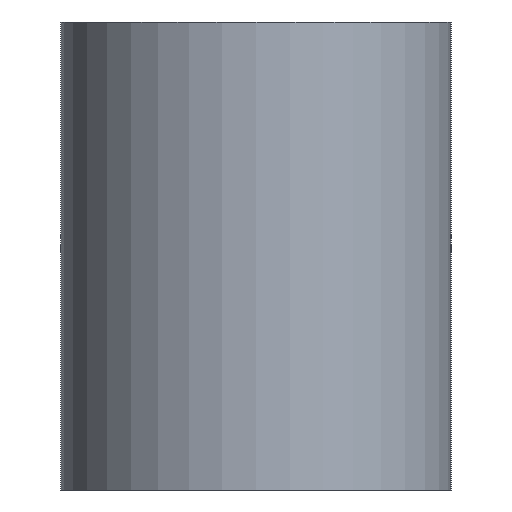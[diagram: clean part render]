
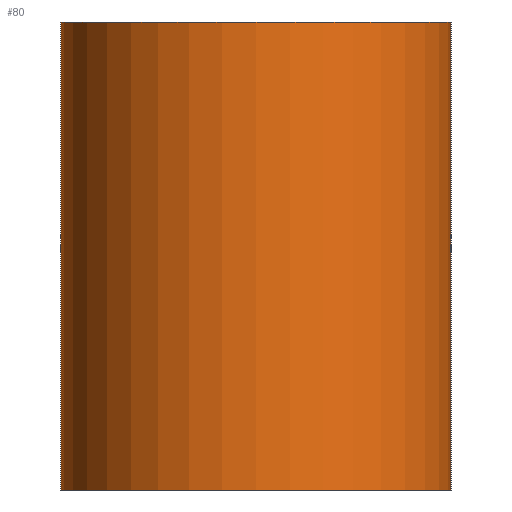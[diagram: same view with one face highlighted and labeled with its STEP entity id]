
A CAD part, left-side view. The second image highlights one B-rep face of the part: STEP entity #80.
In plain terms, the highlighted cylindrical face has radius 2.5 mm (diameter 5 mm), a partial arc.
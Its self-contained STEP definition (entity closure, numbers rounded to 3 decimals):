
#80=ADVANCED_FACE('',(#128),#130,.T.);
#128=FACE_BOUND('',#129,.T.);
#129=EDGE_LOOP('',(#161,#162,#163,#164));
#130=CYLINDRICAL_SURFACE('',#131,2.5);
#131=AXIS2_PLACEMENT_3D('',#132,#133,#134);
#132=CARTESIAN_POINT('',(-45.,2.5,0.));
#133=DIRECTION('',(0.,0.,1.));
#134=DIRECTION('',(0.,1.,0.));
#161=ORIENTED_EDGE('',*,*,#183,.T.);
#162=ORIENTED_EDGE('',*,*,#176,.T.);
#163=ORIENTED_EDGE('',*,*,#184,.F.);
#164=ORIENTED_EDGE('',*,*,#181,.F.);
#176=EDGE_CURVE('',#185,#190,#192,.T.);
#181=EDGE_CURVE('',#198,#200,#201,.T.);
#183=EDGE_CURVE('',#198,#185,#203,.T.);
#184=EDGE_CURVE('',#200,#190,#204,.T.);
#185=VERTEX_POINT('',#205);
#190=VERTEX_POINT('',#214);
#192=LINE('',#218,#219);
#198=VERTEX_POINT('',#232);
#200=VERTEX_POINT('',#236);
#201=LINE('',#237,#238);
#203=CIRCLE('',#243,2.5);
#204=CIRCLE('',#247,2.5);
#205=CARTESIAN_POINT('',(-45.,0.,0.));
#214=CARTESIAN_POINT('',(-45.,0.,6.));
#218=CARTESIAN_POINT('',(-45.,0.,0.));
#219=VECTOR('',#220,1.);
#220=DIRECTION('',(0.,0.,1.));
#232=CARTESIAN_POINT('',(-45.,5.,0.));
#236=CARTESIAN_POINT('',(-45.,5.,6.));
#237=CARTESIAN_POINT('',(-45.,5.,0.));
#238=VECTOR('',#239,1.);
#239=DIRECTION('',(0.,0.,1.));
#243=AXIS2_PLACEMENT_3D('',#244,#245,#246);
#244=CARTESIAN_POINT('',(-45.,2.5,0.));
#245=DIRECTION('',(0.,0.,1.));
#246=DIRECTION('',(0.,1.,0.));
#247=AXIS2_PLACEMENT_3D('',#248,#249,#250);
#248=CARTESIAN_POINT('',(-45.,2.5,6.));
#249=DIRECTION('',(0.,0.,1.));
#250=DIRECTION('',(0.,1.,0.));
